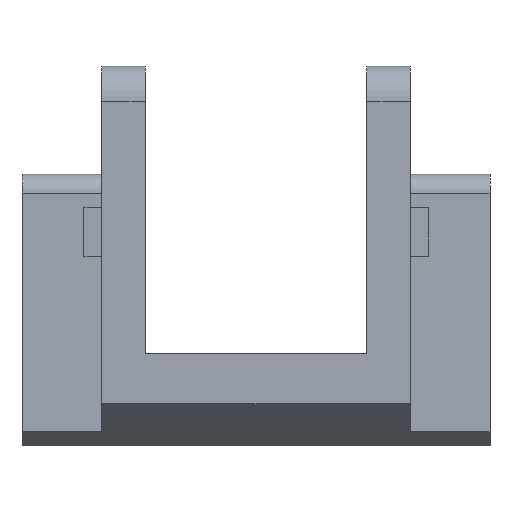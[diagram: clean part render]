
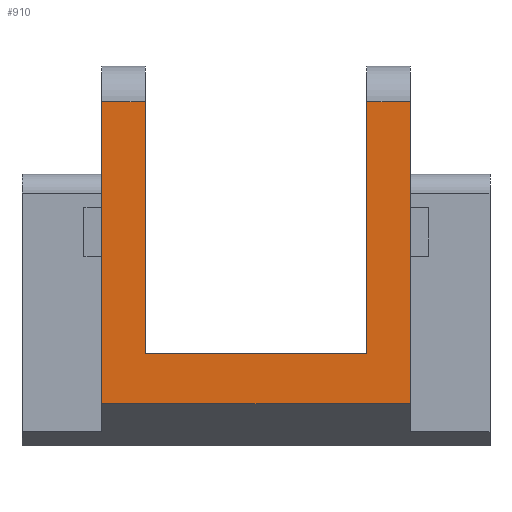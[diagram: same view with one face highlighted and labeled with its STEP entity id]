
A CAD part, top view. The second image highlights one B-rep face of the part: STEP entity #910.
In plain terms, the highlighted planar face has unit normal (0, 0, 1).
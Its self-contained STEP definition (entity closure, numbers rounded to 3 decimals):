
#102=CARTESIAN_POINT('',(-132.961,11.521,3.7));
#103=VERTEX_POINT('',#102);
#110=CARTESIAN_POINT('',(-132.961,30.886,3.7));
#111=VERTEX_POINT('',#110);
#112=CARTESIAN_POINT('',(-132.961,30.886,3.7));
#113=DIRECTION('',(0.,-1.,0.));
#114=VECTOR('',#113,19.365);
#115=LINE('',#112,#114);
#116=EDGE_CURVE('',#111,#103,#115,.T.);
#324=CARTESIAN_POINT('',(-113.164,30.886,3.7));
#325=VERTEX_POINT('',#324);
#333=CARTESIAN_POINT('',(-113.164,11.521,3.7));
#334=VERTEX_POINT('',#333);
#335=CARTESIAN_POINT('',(-113.164,30.886,3.7));
#336=DIRECTION('',(0.,-1.,0.));
#337=VECTOR('',#336,19.365);
#338=LINE('',#335,#337);
#339=EDGE_CURVE('',#325,#334,#338,.T.);
#589=CARTESIAN_POINT('',(-130.162,30.886,3.7));
#590=VERTEX_POINT('',#589);
#598=CARTESIAN_POINT('',(-130.162,14.787,3.7));
#599=VERTEX_POINT('',#598);
#600=CARTESIAN_POINT('',(-130.162,30.886,3.7));
#601=DIRECTION('',(0.,-1.,0.));
#602=VECTOR('',#601,16.1);
#603=LINE('',#600,#602);
#604=EDGE_CURVE('',#590,#599,#603,.T.);
#821=CARTESIAN_POINT('',(-115.962,14.787,3.7));
#822=VERTEX_POINT('',#821);
#829=CARTESIAN_POINT('',(-115.962,30.886,3.7));
#830=VERTEX_POINT('',#829);
#831=CARTESIAN_POINT('',(-115.962,30.886,3.7));
#832=DIRECTION('',(0.,-1.,0.));
#833=VECTOR('',#832,16.1);
#834=LINE('',#831,#833);
#835=EDGE_CURVE('',#830,#822,#834,.T.);
#868=CARTESIAN_POINT('',(-130.162,14.787,3.7));
#869=DIRECTION('',(1.,0.,-0.));
#870=VECTOR('',#869,14.2);
#871=LINE('',#868,#870);
#872=EDGE_CURVE('',#599,#822,#871,.T.);
#880=CARTESIAN_POINT('',(-138.063,13.037,3.7));
#881=DIRECTION('',(0.,0.,1.));
#882=DIRECTION('',(-1.,0.,0.));
#883=AXIS2_PLACEMENT_3D('',#880,#881,#882);
#884=PLANE('',#883);
#885=CARTESIAN_POINT('',(-132.961,11.521,3.7));
#886=DIRECTION('',(1.,0.,-0.));
#887=VECTOR('',#886,19.797);
#888=LINE('',#885,#887);
#889=EDGE_CURVE('',#103,#334,#888,.T.);
#890=ORIENTED_EDGE('',*,*,#889,.T.);
#891=ORIENTED_EDGE('',*,*,#339,.F.);
#892=CARTESIAN_POINT('',(-115.962,30.886,3.7));
#893=DIRECTION('',(1.,0.,-0.));
#894=VECTOR('',#893,2.798);
#895=LINE('',#892,#894);
#896=EDGE_CURVE('',#830,#325,#895,.T.);
#897=ORIENTED_EDGE('',*,*,#896,.F.);
#898=ORIENTED_EDGE('',*,*,#835,.T.);
#899=ORIENTED_EDGE('',*,*,#872,.F.);
#900=ORIENTED_EDGE('',*,*,#604,.F.);
#901=CARTESIAN_POINT('',(-132.961,30.886,3.7));
#902=DIRECTION('',(1.,0.,-0.));
#903=VECTOR('',#902,2.798);
#904=LINE('',#901,#903);
#905=EDGE_CURVE('',#111,#590,#904,.T.);
#906=ORIENTED_EDGE('',*,*,#905,.F.);
#907=ORIENTED_EDGE('',*,*,#116,.T.);
#908=EDGE_LOOP('',(#890,#891,#897,#898,#899,#900,#906,#907));
#909=FACE_BOUND('',#908,.T.);
#910=ADVANCED_FACE('',(#909),#884,.T.);
